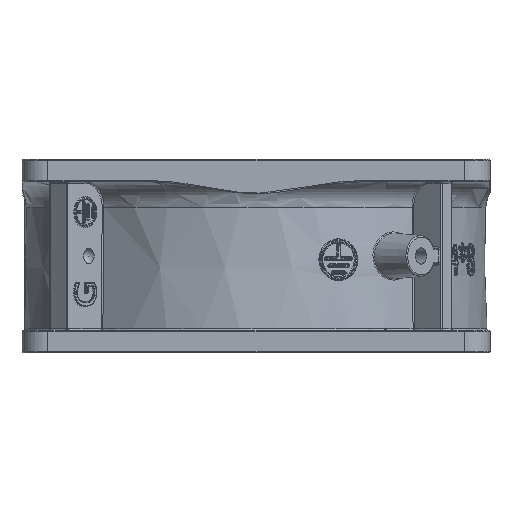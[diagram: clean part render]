
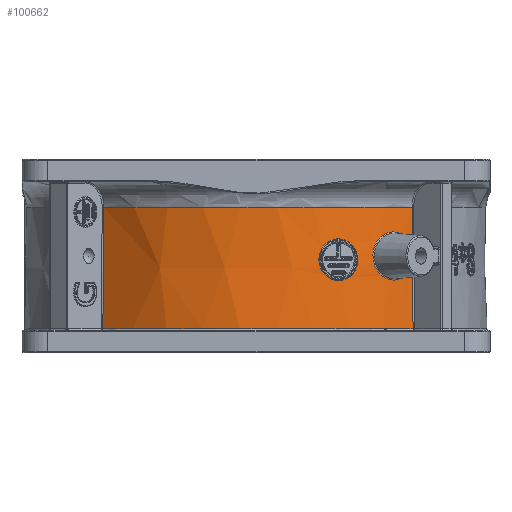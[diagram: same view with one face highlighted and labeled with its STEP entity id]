
A CAD part, left-side view. The second image highlights one B-rep face of the part: STEP entity #100662.
In plain terms, the highlighted conical face has half-angle 0.7 degrees and reference radius 45.735 mm.
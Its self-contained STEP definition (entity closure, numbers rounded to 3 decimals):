
#4174=FACE_BOUND('',#20618,.T.);
#7582=B_SPLINE_CURVE_WITH_KNOTS('',3,(#151531,#151532,#151533,#151534),
 .UNSPECIFIED.,.F.,.F.,(4,4),(-1.271,-0.05),
 .UNSPECIFIED.);
#7585=B_SPLINE_CURVE_WITH_KNOTS('',3,(#151567,#151568,#151569,#151570),
 .UNSPECIFIED.,.F.,.F.,(4,4),(-0.055,-0.04),
 .UNSPECIFIED.);
#7586=B_SPLINE_CURVE_WITH_KNOTS('',3,(#151572,#151573,#151574,#151575,#151576,
#151577,#151578,#151579,#151580,#151581,#151582,#151583),.UNSPECIFIED.,
 .F.,.F.,(4,1,1,1,1,1,1,1,1,4),(-2.557,-2.374,-2.192,
-1.826,-1.461,-1.096,-0.731,-0.365,
-0.183,0.),.UNSPECIFIED.);
#7587=B_SPLINE_CURVE_WITH_KNOTS('',3,(#151585,#151586,#151587,#151588),
 .UNSPECIFIED.,.F.,.F.,(4,4),(0.04,0.055),
 .UNSPECIFIED.);
#7588=B_SPLINE_CURVE_WITH_KNOTS('',3,(#151589,#151590,#151591,#151592),
 .UNSPECIFIED.,.F.,.F.,(4,4),(-2.459,-1.719),
 .UNSPECIFIED.);
#7589=B_SPLINE_CURVE_WITH_KNOTS('',3,(#151593,#151594,#151595,#151596),
 .UNSPECIFIED.,.F.,.F.,(4,4),(-2.409,0.),.UNSPECIFIED.);
#7590=B_SPLINE_CURVE_WITH_KNOTS('',3,(#151599,#151600,#151601,#151602,#151603),
 .UNSPECIFIED.,.F.,.F.,(4,1,4),(-2.412,-2.243,-2.017),
 .UNSPECIFIED.);
#7591=B_SPLINE_CURVE_WITH_KNOTS('',3,(#151605,#151606,#151607,#151608,#151609),
 .UNSPECIFIED.,.F.,.F.,(4,1,4),(-2.807,-2.468,-2.412),
 .UNSPECIFIED.);
#7592=B_SPLINE_CURVE_WITH_KNOTS('',3,(#151611,#151612,#151613,#151614,#151615),
 .UNSPECIFIED.,.F.,.F.,(4,1,4),(-2.412,-1.034,0.),
 .UNSPECIFIED.);
#7593=B_SPLINE_CURVE_WITH_KNOTS('',3,(#151617,#151618,#151619,#151620,#151621,
#151622,#151623,#151624,#151625,#151626),.UNSPECIFIED.,.F.,.F.,(4,3,3,4),
(-1.6,-1.375,-1.149,-0.811),
 .UNSPECIFIED.);
#7594=B_SPLINE_CURVE_WITH_KNOTS('',3,(#151627,#151628,#151629,#151630,#151631),
 .UNSPECIFIED.,.F.,.F.,(4,1,4),(-2.412,-1.034,0.),
 .UNSPECIFIED.);
#14209=FACE_OUTER_BOUND('',#20617,.T.);
#20617=EDGE_LOOP('',(#72949,#72950,#72951,#72952,#72953,#72954,#72955,#72956));
#20618=EDGE_LOOP('',(#72957,#72958,#72959,#72960,#72961));
#40681=CIRCLE('',#107722,45.617);
#40760=CIRCLE('',#107835,45.911);
#44290=VERTEX_POINT('',#150748);
#44291=VERTEX_POINT('',#150755);
#44388=VERTEX_POINT('',#151164);
#44389=VERTEX_POINT('',#151166);
#44457=VERTEX_POINT('',#151529);
#44467=VERTEX_POINT('',#151566);
#44468=VERTEX_POINT('',#151571);
#44469=VERTEX_POINT('',#151584);
#44470=VERTEX_POINT('',#151597);
#44471=VERTEX_POINT('',#151598);
#44472=VERTEX_POINT('',#151604);
#44473=VERTEX_POINT('',#151610);
#44474=VERTEX_POINT('',#151616);
#54963=EDGE_CURVE('',#44290,#44291,#40681,.T.);
#55104=EDGE_CURVE('',#44388,#44389,#40760,.T.);
#55205=EDGE_CURVE('',#44457,#44388,#7582,.T.);
#55217=EDGE_CURVE('',#44467,#44457,#7585,.T.);
#55218=EDGE_CURVE('',#44468,#44467,#7586,.T.);
#55219=EDGE_CURVE('',#44469,#44468,#7587,.T.);
#55220=EDGE_CURVE('',#44291,#44469,#7588,.T.);
#55221=EDGE_CURVE('',#44389,#44290,#7589,.T.);
#55222=EDGE_CURVE('',#44470,#44471,#7590,.T.);
#55223=EDGE_CURVE('',#44472,#44470,#7591,.T.);
#55224=EDGE_CURVE('',#44473,#44472,#7592,.T.);
#55225=EDGE_CURVE('',#44474,#44473,#7593,.T.);
#55226=EDGE_CURVE('',#44471,#44474,#7594,.T.);
#72949=ORIENTED_EDGE('',*,*,#55104,.F.);
#72950=ORIENTED_EDGE('',*,*,#55205,.F.);
#72951=ORIENTED_EDGE('',*,*,#55217,.F.);
#72952=ORIENTED_EDGE('',*,*,#55218,.F.);
#72953=ORIENTED_EDGE('',*,*,#55219,.F.);
#72954=ORIENTED_EDGE('',*,*,#55220,.F.);
#72955=ORIENTED_EDGE('',*,*,#54963,.F.);
#72956=ORIENTED_EDGE('',*,*,#55221,.F.);
#72957=ORIENTED_EDGE('',*,*,#55222,.F.);
#72958=ORIENTED_EDGE('',*,*,#55223,.F.);
#72959=ORIENTED_EDGE('',*,*,#55224,.F.);
#72960=ORIENTED_EDGE('',*,*,#55225,.F.);
#72961=ORIENTED_EDGE('',*,*,#55226,.F.);
#99669=CONICAL_SURFACE('',#107920,45.735,0.012);
#100662=ADVANCED_FACE('',(#14209,#4174),#99669,.T.);
#107722=AXIS2_PLACEMENT_3D('',#150756,#116155,#116156);
#107835=AXIS2_PLACEMENT_3D('',#151167,#116427,#116428);
#107920=AXIS2_PLACEMENT_3D('',#151565,#116625,#116626);
#116155=DIRECTION('center_axis',(0.,0.,1.));
#116156=DIRECTION('ref_axis',(1.,0.,0.));
#116427=DIRECTION('center_axis',(0.,0.,-1.));
#116428=DIRECTION('ref_axis',(-1.,-0.011,0.));
#116625=DIRECTION('center_axis',(0.,0.,-1.));
#116626=DIRECTION('ref_axis',(-1.,0.,0.));
#150748=CARTESIAN_POINT('',(-34.232,30.151,28.839));
#150755=CARTESIAN_POINT('',(-33.528,-30.932,28.839));
#150756=CARTESIAN_POINT('Origin',(0.,0.,28.839));
#151164=CARTESIAN_POINT('',(-33.734,-31.143,4.747));
#151166=CARTESIAN_POINT('',(-34.437,30.363,4.747));
#151167=CARTESIAN_POINT('Origin',(0.,0.,4.747));
#151529=CARTESIAN_POINT('',(-33.629,-31.036,16.956));
#151531=CARTESIAN_POINT('Ctrl Pts',(-33.629,-31.036,
16.956));
#151532=CARTESIAN_POINT('Ctrl Pts',(-33.664,-31.072,
12.886));
#151533=CARTESIAN_POINT('Ctrl Pts',(-33.699,-31.107,
8.817));
#151534=CARTESIAN_POINT('Ctrl Pts',(-33.734,-31.143,
4.747));
#151565=CARTESIAN_POINT('Origin',(0.,0.,19.2));
#151566=CARTESIAN_POINT('',(-34.083,-30.537,16.954));
#151567=CARTESIAN_POINT('Ctrl Pts',(-34.083,-30.537,
16.954));
#151568=CARTESIAN_POINT('Ctrl Pts',(-33.933,-30.705,
16.955));
#151569=CARTESIAN_POINT('Ctrl Pts',(-33.782,-30.871,
16.955));
#151570=CARTESIAN_POINT('Ctrl Pts',(-33.629,-31.036,
16.956));
#151571=CARTESIAN_POINT('',(-34.043,-30.5,21.444));
#151572=CARTESIAN_POINT('Ctrl Pts',(-34.043,-30.5,
21.444));
#151573=CARTESIAN_POINT('Ctrl Pts',(-34.228,-30.283,
21.981));
#151574=CARTESIAN_POINT('Ctrl Pts',(-34.734,-29.692,
22.94));
#151575=CARTESIAN_POINT('Ctrl Pts',(-36.105,-28.02,24.148));
#151576=CARTESIAN_POINT('Ctrl Pts',(-38.01,-25.418,
23.966));
#151577=CARTESIAN_POINT('Ctrl Pts',(-39.464,-23.073,
21.174));
#151578=CARTESIAN_POINT('Ctrl Pts',(-39.496,-23.114,
17.226));
#151579=CARTESIAN_POINT('Ctrl Pts',(-38.098,-25.497,
14.444));
#151580=CARTESIAN_POINT('Ctrl Pts',(-36.197,-28.1,
14.25));
#151581=CARTESIAN_POINT('Ctrl Pts',(-34.802,-29.753,
15.458));
#151582=CARTESIAN_POINT('Ctrl Pts',(-34.279,-30.329,
16.417));
#151583=CARTESIAN_POINT('Ctrl Pts',(-34.083,-30.537,
16.954));
#151584=CARTESIAN_POINT('',(-33.591,-30.997,21.442));
#151585=CARTESIAN_POINT('Ctrl Pts',(-33.591,-30.997,
21.442));
#151586=CARTESIAN_POINT('Ctrl Pts',(-33.743,-30.832,
21.442));
#151587=CARTESIAN_POINT('Ctrl Pts',(-33.893,-30.667,
21.443));
#151588=CARTESIAN_POINT('Ctrl Pts',(-34.043,-30.5,
21.444));
#151589=CARTESIAN_POINT('Ctrl Pts',(-33.528,-30.932,
28.839));
#151590=CARTESIAN_POINT('Ctrl Pts',(-33.549,-30.953,
26.373));
#151591=CARTESIAN_POINT('Ctrl Pts',(-33.57,-30.975,
23.907));
#151592=CARTESIAN_POINT('Ctrl Pts',(-33.591,-30.997,
21.442));
#151593=CARTESIAN_POINT('Ctrl Pts',(-34.437,30.363,4.747));
#151594=CARTESIAN_POINT('Ctrl Pts',(-34.369,30.293,
12.778));
#151595=CARTESIAN_POINT('Ctrl Pts',(-34.3,30.222,
20.808));
#151596=CARTESIAN_POINT('Ctrl Pts',(-34.232,30.151,
28.839));
#151597=CARTESIAN_POINT('',(-44.013,-12.464,18.455));
#151598=CARTESIAN_POINT('',(-43.465,-14.397,14.899));
#151599=CARTESIAN_POINT('Ctrl Pts',(-44.012,-12.466,
18.455));
#151600=CARTESIAN_POINT('Ctrl Pts',(-44.02,-12.469,
17.844));
#151601=CARTESIAN_POINT('Ctrl Pts',(-43.95,-12.781,
16.416));
#151602=CARTESIAN_POINT('Ctrl Pts',(-43.679,-13.736,
15.318));
#151603=CARTESIAN_POINT('Ctrl Pts',(-43.465,-14.397,
14.899));
#151604=CARTESIAN_POINT('',(-43.383,-14.368,22.007));
#151605=CARTESIAN_POINT('Ctrl Pts',(-43.383,-14.368,
22.007));
#151606=CARTESIAN_POINT('Ctrl Pts',(-43.718,-13.381,
21.378));
#151607=CARTESIAN_POINT('Ctrl Pts',(-43.965,-12.558,
20.077));
#151608=CARTESIAN_POINT('Ctrl Pts',(-44.01,-12.465,
18.657));
#151609=CARTESIAN_POINT('Ctrl Pts',(-44.012,-12.466,
18.455));
#151610=CARTESIAN_POINT('',(-41.854,-18.352,22.007));
#151611=CARTESIAN_POINT('Ctrl Pts',(-41.854,-18.352,
22.007));
#151612=CARTESIAN_POINT('Ctrl Pts',(-42.143,-17.68,
22.449));
#151613=CARTESIAN_POINT('Ctrl Pts',(-42.718,-16.267,
22.803));
#151614=CARTESIAN_POINT('Ctrl Pts',(-43.207,-14.887,
22.339));
#151615=CARTESIAN_POINT('Ctrl Pts',(-43.383,-14.368,
22.007));
#151616=CARTESIAN_POINT('',(-41.934,-18.385,14.899));
#151617=CARTESIAN_POINT('Ctrl Pts',(-41.934,-18.385,
14.899));
#151618=CARTESIAN_POINT('Ctrl Pts',(-41.65,-19.019,
15.318));
#151619=CARTESIAN_POINT('Ctrl Pts',(-41.401,-19.528,
15.945));
#151620=CARTESIAN_POINT('Ctrl Pts',(-41.243,-19.837,
16.679));
#151621=CARTESIAN_POINT('Ctrl Pts',(-41.084,-20.146,
17.414));
#151622=CARTESIAN_POINT('Ctrl Pts',(-41.018,-20.255,
18.256));
#151623=CARTESIAN_POINT('Ctrl Pts',(-41.062,-20.143,
19.058));
#151624=CARTESIAN_POINT('Ctrl Pts',(-41.127,-19.975,
20.262));
#151625=CARTESIAN_POINT('Ctrl Pts',(-41.442,-19.309,
21.378));
#151626=CARTESIAN_POINT('Ctrl Pts',(-41.854,-18.352,
22.007));
#151627=CARTESIAN_POINT('Ctrl Pts',(-43.465,-14.397,
14.899));
#151628=CARTESIAN_POINT('Ctrl Pts',(-43.24,-15.094,
14.457));
#151629=CARTESIAN_POINT('Ctrl Pts',(-42.73,-16.533,
14.103));
#151630=CARTESIAN_POINT('Ctrl Pts',(-42.158,-17.883,
14.567));
#151631=CARTESIAN_POINT('Ctrl Pts',(-41.934,-18.385,
14.899));
